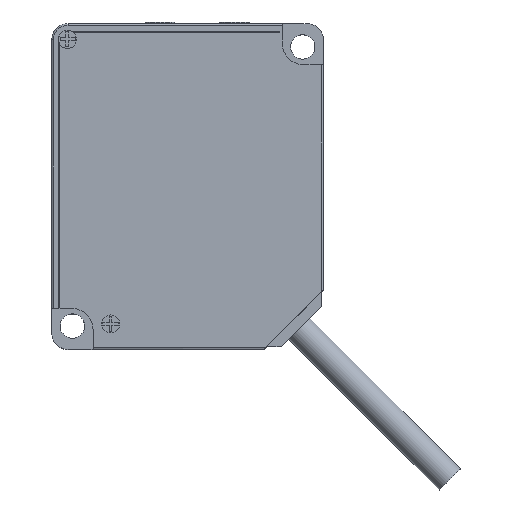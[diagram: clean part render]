
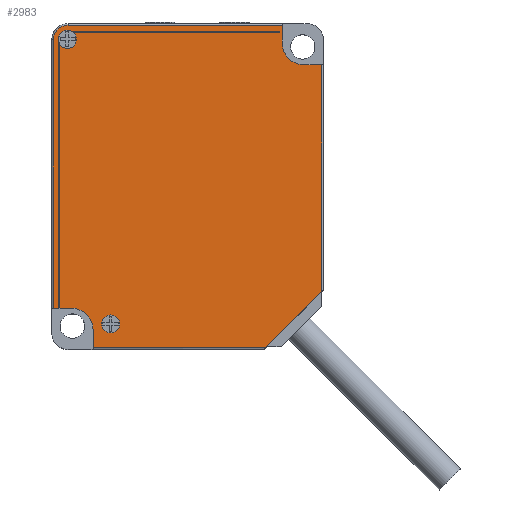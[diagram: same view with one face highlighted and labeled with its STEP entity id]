
A CAD part, top view. The second image highlights one B-rep face of the part: STEP entity #2983.
In plain terms, the highlighted planar face has unit normal (0, 0, 1).
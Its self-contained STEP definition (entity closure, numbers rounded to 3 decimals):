
#322=CARTESIAN_POINT('',(24.7,-19.3,10.));
#435=DIRECTION('',(1.,0.,0.));
#436=VECTOR('',#435,39.4);
#437=CARTESIAN_POINT('',(-22.,29.7,10.));
#438=LINE('',#437,#436);
#548=DIRECTION('',(0.,1.,0.));
#549=VECTOR('',#548,49.4);
#550=CARTESIAN_POINT('',(-24.7,-22.4,10.));
#551=LINE('',#550,#549);
#556=DIRECTION('',(0.,-1.,0.));
#557=VECTOR('',#556,3.3);
#558=CARTESIAN_POINT('',(-17.4,-26.4,10.));
#559=LINE('',#558,#557);
#560=CARTESIAN_POINT('',(-21.4,-26.4,10.));
#561=DIRECTION('',(0.,0.,-1.));
#562=DIRECTION('',(0.,1.,0.));
#563=AXIS2_PLACEMENT_3D('',#560,#561,#562);
#565=CARTESIAN_POINT('',(-22.,27.,10.));
#566=DIRECTION('',(0.,0.,1.));
#567=DIRECTION('',(0.,1.,0.));
#568=AXIS2_PLACEMENT_3D('',#565,#566,#567);
#570=DIRECTION('',(0.,1.,0.));
#571=VECTOR('',#570,3.3);
#572=CARTESIAN_POINT('',(17.4,26.4,10.));
#573=LINE('',#572,#571);
#574=CARTESIAN_POINT('',(21.4,26.4,10.));
#575=DIRECTION('',(0.,0.,-1.));
#576=DIRECTION('',(0.,-1.,0.));
#577=AXIS2_PLACEMENT_3D('',#574,#575,#576);
#579=DIRECTION('',(0.707,0.707,0.));
#580=VECTOR('',#579,14.708);
#581=CARTESIAN_POINT('',(14.3,-29.7,10.));
#582=LINE('',#581,#580);
#583=DIRECTION('',(0.,1.,0.));
#584=VECTOR('',#583,48.853);
#585=CARTESIAN_POINT('',(-23.68,-22.29,10.));
#586=LINE('',#585,#584);
#587=DIRECTION('',(-1.,0.,0.));
#588=VECTOR('',#587,0.164);
#589=CARTESIAN_POINT('',(-23.516,-22.29,10.));
#590=LINE('',#589,#588);
#591=DIRECTION('',(0.,-1.,0.));
#592=VECTOR('',#591,48.506);
#593=CARTESIAN_POINT('',(-23.516,26.217,10.));
#594=LINE('',#593,#592);
#595=CARTESIAN_POINT('',(-22.117,27.092,10.));
#596=DIRECTION('',(0.,0.,-1.));
#597=DIRECTION('',(1.,0.,0.));
#598=AXIS2_PLACEMENT_3D('',#595,#596,#597);
#600=CARTESIAN_POINT('',(-22.117,27.092,10.));
#601=DIRECTION('',(0.,0.,-1.));
#602=DIRECTION('',(0.699,0.715,0.));
#603=AXIS2_PLACEMENT_3D('',#600,#601,#602);
#605=DIRECTION('',(-1.,0.,0.));
#606=VECTOR('',#605,37.948);
#607=CARTESIAN_POINT('',(16.985,28.273,10.));
#608=LINE('',#607,#606);
#609=DIRECTION('',(0.,-1.,0.));
#610=VECTOR('',#609,0.349);
#611=CARTESIAN_POINT('',(16.985,28.621,10.));
#612=LINE('',#611,#610);
#613=DIRECTION('',(1.,0.,0.));
#614=VECTOR('',#613,38.481);
#615=CARTESIAN_POINT('',(-21.496,28.621,10.));
#616=LINE('',#615,#614);
#617=CARTESIAN_POINT('',(-22.117,27.092,10.));
#618=DIRECTION('',(0.,0.,-1.));
#619=DIRECTION('',(-1.,0.,0.));
#620=AXIS2_PLACEMENT_3D('',#617,#618,#619);
#622=CARTESIAN_POINT('',(-22.117,27.092,10.));
#623=DIRECTION('',(0.,0.,-1.));
#624=DIRECTION('',(-0.947,-0.321,0.));
#625=AXIS2_PLACEMENT_3D('',#622,#623,#624);
#627=CARTESIAN_POINT('',(-14.174,-25.297,10.));
#628=DIRECTION('',(0.,0.,-1.));
#629=DIRECTION('',(1.,0.,0.));
#630=AXIS2_PLACEMENT_3D('',#627,#628,#629);
#632=CARTESIAN_POINT('',(-14.174,-25.297,10.));
#633=DIRECTION('',(0.,0.,-1.));
#634=DIRECTION('',(-1.,0.,0.));
#635=AXIS2_PLACEMENT_3D('',#632,#633,#634);
#663=DIRECTION('',(-1.,0.,0.));
#664=VECTOR('',#663,3.3);
#665=CARTESIAN_POINT('',(-21.4,-22.4,10.));
#666=LINE('',#665,#664);
#667=DIRECTION('',(-1.,0.,0.));
#668=VECTOR('',#667,31.7);
#669=CARTESIAN_POINT('',(14.3,-29.7,10.));
#670=LINE('',#669,#668);
#676=CARTESIAN_POINT('',(14.3,-29.7,10.));
#695=DIRECTION('',(1.,0.,0.));
#696=VECTOR('',#695,3.3);
#697=CARTESIAN_POINT('',(21.4,22.4,10.));
#698=LINE('',#697,#696);
#707=DIRECTION('',(0.,-1.,0.));
#708=VECTOR('',#707,41.7);
#709=CARTESIAN_POINT('',(24.7,22.4,10.));
#710=LINE('',#709,#708);
#1818=CARTESIAN_POINT('',(16.985,28.273,10.));
#1820=VERTEX_POINT('',#1818);
#1855=VERTEX_POINT('',#322);
#1864=CARTESIAN_POINT('',(-21.4,-22.4,10.));
#1865=CARTESIAN_POINT('',(-17.4,-26.4,10.));
#1866=VERTEX_POINT('',#1864);
#1867=VERTEX_POINT('',#1865);
#1888=CARTESIAN_POINT('',(-22.,29.7,10.));
#1889=CARTESIAN_POINT('',(-24.7,27.,10.));
#1890=VERTEX_POINT('',#1888);
#1891=VERTEX_POINT('',#1889);
#1988=CARTESIAN_POINT('',(24.7,22.4,10.));
#1990=VERTEX_POINT('',#1988);
#2050=CARTESIAN_POINT('',(-17.4,-29.7,10.));
#2051=VERTEX_POINT('',#2050);
#2083=CARTESIAN_POINT('',(17.4,29.7,10.));
#2085=VERTEX_POINT('',#2083);
#2090=CARTESIAN_POINT('',(-21.496,28.621,10.));
#2091=CARTESIAN_POINT('',(-20.963,28.273,10.));
#2092=VERTEX_POINT('',#2090);
#2093=VERTEX_POINT('',#2091);
#2098=CARTESIAN_POINT('',(-24.7,-22.4,10.));
#2100=VERTEX_POINT('',#2098);
#2104=CARTESIAN_POINT('',(21.4,22.4,10.));
#2105=VERTEX_POINT('',#2104);
#2106=CARTESIAN_POINT('',(-23.516,26.217,10.));
#2107=CARTESIAN_POINT('',(-23.68,26.563,10.));
#2108=VERTEX_POINT('',#2106);
#2109=VERTEX_POINT('',#2107);
#2153=CARTESIAN_POINT('',(-23.516,-22.29,10.));
#2154=VERTEX_POINT('',#2153);
#2171=CARTESIAN_POINT('',(-15.824,-25.297,10.));
#2172=CARTESIAN_POINT('',(-12.523,-25.297,10.));
#2173=VERTEX_POINT('',#2171);
#2174=VERTEX_POINT('',#2172);
#2179=CARTESIAN_POINT('',(16.985,28.621,10.));
#2180=VERTEX_POINT('',#2179);
#2199=CARTESIAN_POINT('',(-23.68,-22.29,10.));
#2200=VERTEX_POINT('',#2199);
#2205=CARTESIAN_POINT('',(-23.767,27.092,10.));
#2206=VERTEX_POINT('',#2205);
#2211=CARTESIAN_POINT('',(17.4,26.4,10.));
#2212=VERTEX_POINT('',#2211);
#2228=VERTEX_POINT('',#676);
#2284=CARTESIAN_POINT('',(-20.466,27.092,10.));
#2285=VERTEX_POINT('',#2284);
#2929=CARTESIAN_POINT('',(0.,0.,10.));
#2930=DIRECTION('',(0.,0.,1.));
#2931=DIRECTION('',(1.,0.,0.));
#2932=AXIS2_PLACEMENT_3D('',#2929,#2930,#2931);
#2933=PLANE('',#2932);
#2935=ORIENTED_EDGE('',*,*,#2934,.F.);
#2937=ORIENTED_EDGE('',*,*,#2936,.F.);
#2939=ORIENTED_EDGE('',*,*,#2938,.T.);
#2940=ORIENTED_EDGE('',*,*,#2921,.T.);
#2941=ORIENTED_EDGE('',*,*,#2791,.F.);
#2942=ORIENTED_EDGE('',*,*,#2806,.T.);
#2943=ORIENTED_EDGE('',*,*,#2823,.F.);
#2945=ORIENTED_EDGE('',*,*,#2944,.F.);
#2947=ORIENTED_EDGE('',*,*,#2946,.T.);
#2949=ORIENTED_EDGE('',*,*,#2948,.T.);
#2950=ORIENTED_EDGE('',*,*,#2642,.F.);
#2952=ORIENTED_EDGE('',*,*,#2951,.T.);
#2953=EDGE_LOOP('',(#2935,#2937,#2939,#2940,#2941,#2942,#2943,#2945,#2947,#2949,
#2950,#2952));
#2954=FACE_OUTER_BOUND('',#2953,.F.);
#2956=ORIENTED_EDGE('',*,*,#2955,.F.);
#2958=ORIENTED_EDGE('',*,*,#2957,.F.);
#2960=ORIENTED_EDGE('',*,*,#2959,.F.);
#2962=ORIENTED_EDGE('',*,*,#2961,.F.);
#2964=ORIENTED_EDGE('',*,*,#2963,.F.);
#2966=ORIENTED_EDGE('',*,*,#2965,.F.);
#2968=ORIENTED_EDGE('',*,*,#2967,.F.);
#2970=ORIENTED_EDGE('',*,*,#2969,.F.);
#2972=ORIENTED_EDGE('',*,*,#2971,.F.);
#2974=ORIENTED_EDGE('',*,*,#2973,.F.);
#2975=EDGE_LOOP('',(#2956,#2958,#2960,#2962,#2964,#2966,#2968,#2970,#2972,
#2974));
#2976=FACE_BOUND('',#2975,.F.);
#2978=ORIENTED_EDGE('',*,*,#2977,.F.);
#2980=ORIENTED_EDGE('',*,*,#2979,.F.);
#2981=EDGE_LOOP('',(#2978,#2980));
#2982=FACE_BOUND('',#2981,.F.);
#564=CIRCLE('',#563,4.);
#569=CIRCLE('',#568,2.7);
#578=CIRCLE('',#577,4.);
#599=CIRCLE('',#598,1.651);
#604=CIRCLE('',#603,1.651);
#621=CIRCLE('',#620,1.651);
#626=CIRCLE('',#625,1.651);
#631=CIRCLE('',#630,1.651);
#636=CIRCLE('',#635,1.651);
#2642=EDGE_CURVE('',#2228,#1855,#582,.T.);
#2791=EDGE_CURVE('',#1890,#1891,#569,.T.);
#2806=EDGE_CURVE('',#1890,#2085,#438,.T.);
#2823=EDGE_CURVE('',#2212,#2085,#573,.T.);
#2921=EDGE_CURVE('',#2100,#1891,#551,.T.);
#2934=EDGE_CURVE('',#1867,#2051,#559,.T.);
#2936=EDGE_CURVE('',#1866,#1867,#564,.T.);
#2938=EDGE_CURVE('',#1866,#2100,#666,.T.);
#2944=EDGE_CURVE('',#2105,#2212,#578,.T.);
#2946=EDGE_CURVE('',#2105,#1990,#698,.T.);
#2948=EDGE_CURVE('',#1990,#1855,#710,.T.);
#2951=EDGE_CURVE('',#2228,#2051,#670,.T.);
#2955=EDGE_CURVE('',#2200,#2109,#586,.T.);
#2957=EDGE_CURVE('',#2154,#2200,#590,.T.);
#2959=EDGE_CURVE('',#2108,#2154,#594,.T.);
#2961=EDGE_CURVE('',#2285,#2108,#599,.T.);
#2963=EDGE_CURVE('',#2093,#2285,#604,.T.);
#2965=EDGE_CURVE('',#1820,#2093,#608,.T.);
#2967=EDGE_CURVE('',#2180,#1820,#612,.T.);
#2969=EDGE_CURVE('',#2092,#2180,#616,.T.);
#2971=EDGE_CURVE('',#2206,#2092,#621,.T.);
#2973=EDGE_CURVE('',#2109,#2206,#626,.T.);
#2977=EDGE_CURVE('',#2174,#2173,#631,.T.);
#2979=EDGE_CURVE('',#2173,#2174,#636,.T.);
#2983=ADVANCED_FACE('',(#2954,#2976,#2982),#2933,.T.);
